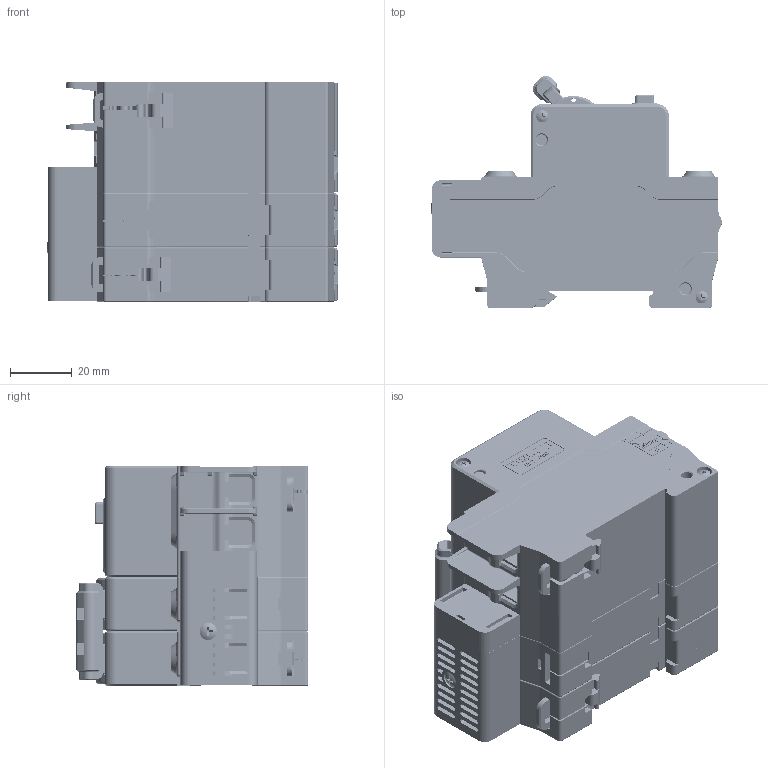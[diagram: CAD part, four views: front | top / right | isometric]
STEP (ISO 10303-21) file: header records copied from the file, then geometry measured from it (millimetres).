
FILE_DESCRIPTION((''),'2;1');
FILE_NAME('CDBULE-2P','2023-11-09T',('shuo.dai'),(''),'PRO/ENGINEER BY PARAMETRIC TECHNOLOGY CORPORATION, 2015440','PRO/ENGINEER BY PARAMETRIC TECHNOLOGY CORPORATION, 2015440','');
FILE_SCHEMA(('CONFIG_CONTROL_DESIGN'));
Products named in the file (1): CDBULE-2P
Bounding box: 94.38 x 75.31 x 71.3 mm (x, y, z)
Volume: 255585.8 mm3; surface area: 83254.3 mm2
Topology: 9 solids, 9 shells, 8089 faces, 21981 edges, 14026 vertices
Faces by surface type: plane 4937, cylinder 1813, extrusion 657, torus 307, cone 222, sphere 88, bspline 65
Entity records: 263366 total; most frequent: CARTESIAN_POINT 60604, ORIENTED_EDGE 43946, DIRECTION 39295, EDGE_CURVE 21973, VECTOR 16279, LINE 15622, VERTEX_POINT 14026, AXIS2_PLACEMENT_3D 11508
